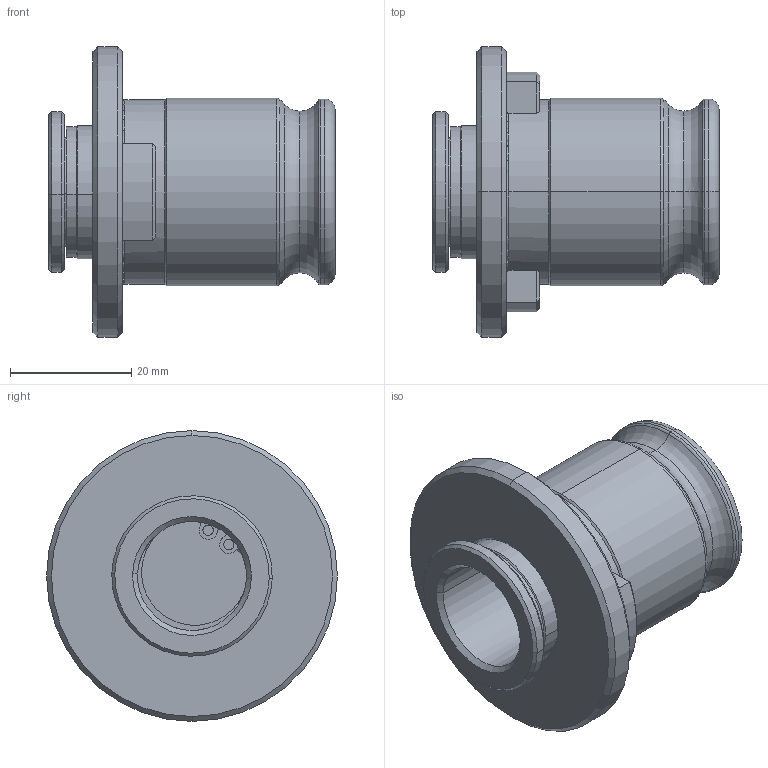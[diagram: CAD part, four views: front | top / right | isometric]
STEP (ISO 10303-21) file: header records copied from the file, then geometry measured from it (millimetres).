
FILE_DESCRIPTION (( 'STEP AP203' ), '1' );
FILE_NAME ('24-S.16.02.18145.STEP', '2019-04-16T05:42:07', ( 'Acer' ), ( '' ), 'SwSTEP 2.0', 'SolidWorks 2018', '' );
FILE_SCHEMA (( 'CONFIG_CONTROL_DESIGN' ));
Length unit declared in the file: millimetre
Products named in the file (1): 24-S.16.02.18145
Bounding box: 47.24 x 48 x 48 mm (x, y, z)
Surface area: 10177.7 mm2 (no closed solid volume)
Topology: 0 solids, 9 shells, 122 faces, 323 edges, 208 vertices
Faces by surface type: cylinder 42, torus 29, plane 27, cone 20, sphere 4
Entity records: 3957 total; most frequent: CARTESIAN_POINT 880, DIRECTION 700, ORIENTED_EDGE 550, EDGE_CURVE 313, AXIS2_PLACEMENT_3D 294, VERTEX_POINT 202, CIRCLE 171, EDGE_LOOP 132
